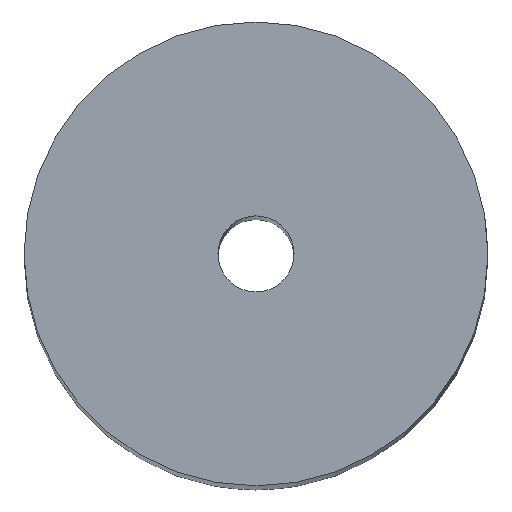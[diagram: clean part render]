
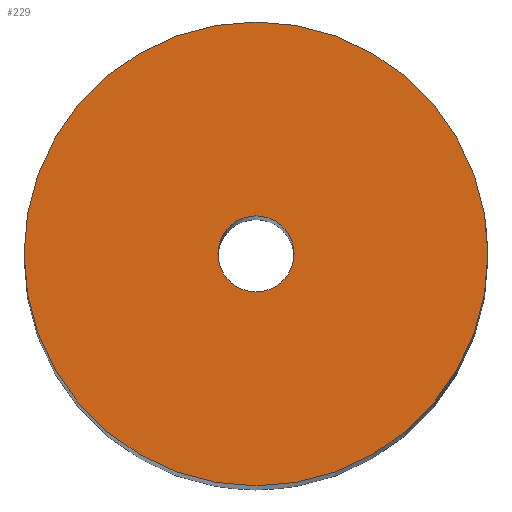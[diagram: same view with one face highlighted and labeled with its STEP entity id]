
A CAD part, top view. The second image highlights one B-rep face of the part: STEP entity #229.
In plain terms, the highlighted planar face has unit normal (0, 0, 1).
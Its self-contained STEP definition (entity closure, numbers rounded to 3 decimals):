
#23=FACE_BOUND('',#66,.T.);
#29=PLANE('',#257);
#43=FACE_OUTER_BOUND('',#65,.T.);
#65=EDGE_LOOP('',(#205));
#66=EDGE_LOOP('',(#206));
#102=CIRCLE('',#253,4.1);
#103=CIRCLE('',#255,25.);
#122=VERTEX_POINT('',#509);
#123=VERTEX_POINT('',#513);
#148=EDGE_CURVE('',#122,#122,#102,.T.);
#150=EDGE_CURVE('',#123,#123,#103,.T.);
#205=ORIENTED_EDGE('',*,*,#150,.T.);
#206=ORIENTED_EDGE('',*,*,#148,.T.);
#229=ADVANCED_FACE('',(#43,#23),#29,.T.);
#253=AXIS2_PLACEMENT_3D('',#510,#307,#308);
#255=AXIS2_PLACEMENT_3D('',#514,#312,#313);
#257=AXIS2_PLACEMENT_3D('',#518,#317,#318);
#307=DIRECTION('center_axis',(0.,0.,-1.));
#308=DIRECTION('ref_axis',(1.,0.,0.));
#312=DIRECTION('center_axis',(0.,0.,1.));
#313=DIRECTION('ref_axis',(1.,0.,0.));
#317=DIRECTION('center_axis',(0.,0.,1.));
#318=DIRECTION('ref_axis',(1.,0.,0.));
#509=CARTESIAN_POINT('',(-4.1,0.,256.));
#510=CARTESIAN_POINT('Origin',(0.,0.,256.));
#513=CARTESIAN_POINT('',(-25.,0.,256.));
#514=CARTESIAN_POINT('Origin',(0.,0.,256.));
#518=CARTESIAN_POINT('Origin',(0.,0.,256.));
